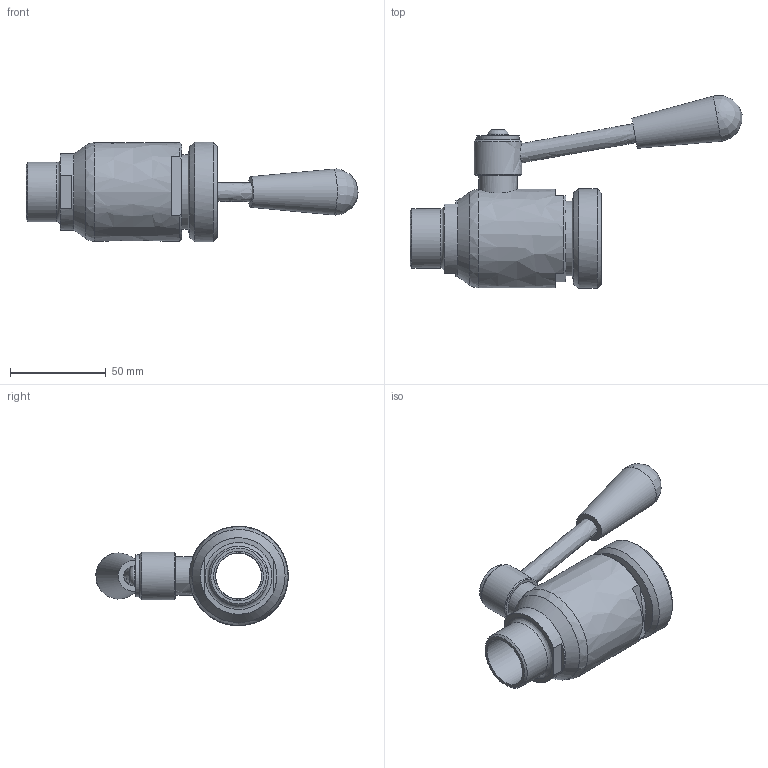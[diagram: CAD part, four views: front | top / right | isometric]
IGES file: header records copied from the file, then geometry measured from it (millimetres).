
Global section: file name: 4103 0 025; native system: Autodesk Inventor 2015; preprocessor: unknown; author: Struska Martin; date: 20160525.104944; units: millimetre
Bounding box: 173.61 x 100.68 x 52 mm (x, y, z)
Volume: 140516.8 mm3; surface area: 52936.2 mm2
Topology: 1 solids, 8 shells, 226 faces, 617 edges, 425 vertices
Faces by surface type: bspline 226
